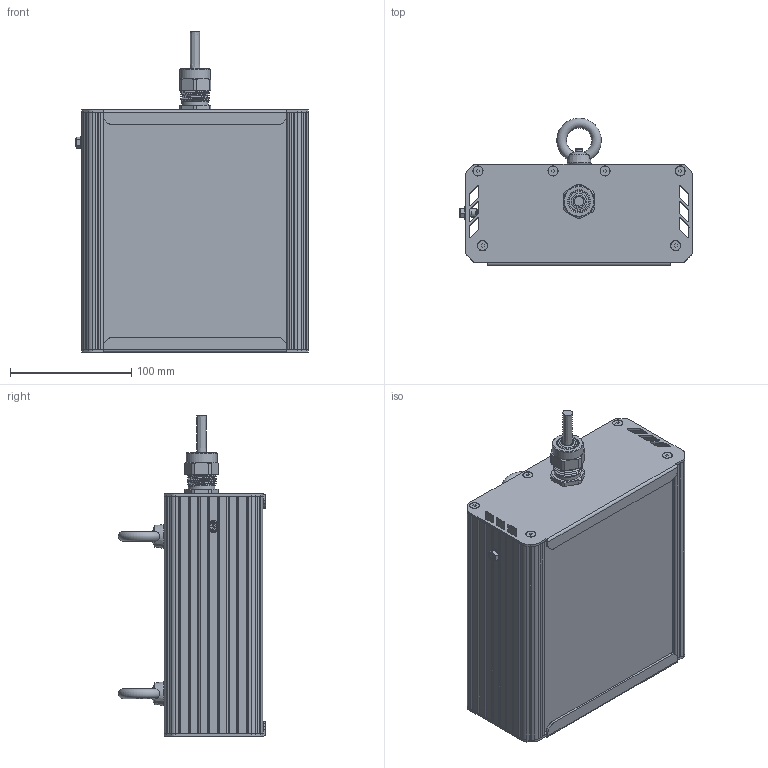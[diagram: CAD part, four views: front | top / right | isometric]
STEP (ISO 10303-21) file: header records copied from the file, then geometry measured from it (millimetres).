
FILE_DESCRIPTION(('STEP AP214'), '1');
FILE_NAME('001.0095.04.000 - 藷旆-椻嚦譇-2癱-20', '', ('UNSPECIFIED'), ('UNSPECIFIED'), 'C3D Converter', 'C3D Toolkit', '');
FILE_SCHEMA(('AUTOMOTIVE_DESIGN { 1 0 10303 214 3 1 1}'));
Length unit declared in the file: millimetre
Products named in the file (28): 001.0095.04.000; 001.0065.02.000
Assembly tree (51 placements, depth 4):
  001.0095.04.000
    (unnamed)
      (unnamed)
      (unnamed)
      (unnamed)
      (unnamed)
      (unnamed)
      (unnamed)
      (unnamed)
      (unnamed)  x6
      (unnamed)  x6
      (unnamed)
      (unnamed)
      (unnamed)  x2
        (unnamed)
        (unnamed)
        (unnamed)
        (unnamed)
        (unnamed)
        (unnamed)
        (unnamed)
        (unnamed)
        (unnamed)
      (unnamed)
        (unnamed)
    001.0065.02.000  x2
      (unnamed)
      (unnamed)
Bounding box: 192.43 x 121.61 x 264.5 mm (x, y, z)
Volume: 646804 mm3; surface area: 506823.9 mm2
Topology: 91 solids, 91 shells, 1459 faces, 3729 edges, 2494 vertices
Faces by surface type: plane 950, cylinder 392, cone 91, bspline 19, torus 5, sphere 2
Full cylindrical faces by diameter (mm): 1 x2, 2 x4, 2.5 x8, 2.8 x50, 3.2 x2, 3.5 x10, 4 x13, 5 x2, 6 x3, 7 x2, 8 x12, 10 x1, 12.5 x1, 13 x1, 16 x1, 17 x1, 18 x1, 18.5 x1, 19 x1, 20 x1, 21.5 x1, 22 x2, 25.5 x1
Entity records: 68770 total; most frequent: CARTESIAN_POINT 33325, DIRECTION 6186, ORIENTED_EDGE 5258, EDGE_CURVE 2629, AXIS2_PLACEMENT_3D 2217, VERTEX_POINT 1813, LINE 1752, VECTOR 1752
